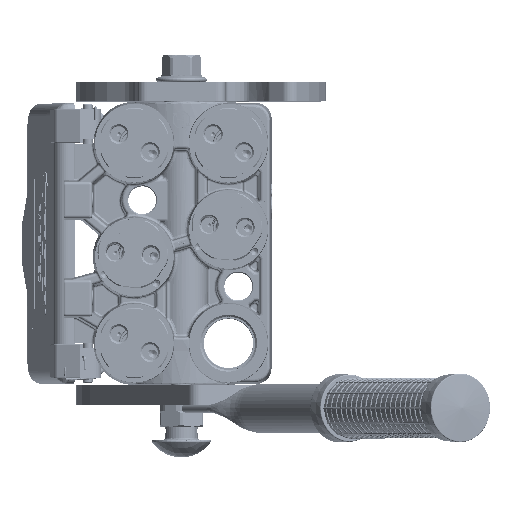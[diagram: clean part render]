
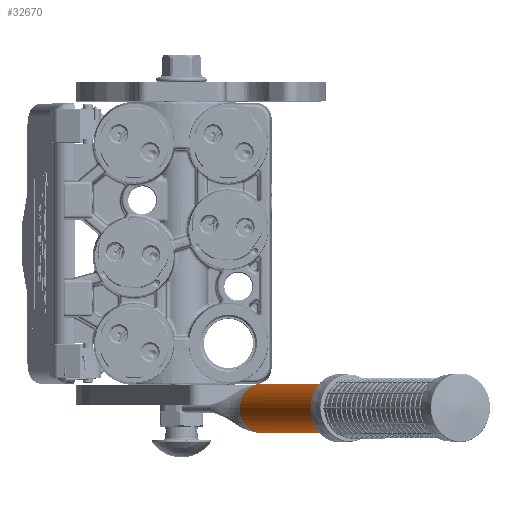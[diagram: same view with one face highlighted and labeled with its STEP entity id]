
A CAD part, top view. The second image highlights one B-rep face of the part: STEP entity #32670.
In plain terms, the highlighted cylindrical face has radius 12.5 mm (diameter 25 mm), a partial arc.
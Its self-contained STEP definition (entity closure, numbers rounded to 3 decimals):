
#1229 = CARTESIAN_POINT ( 'NONE',  ( 0., 0., 0. ) ) ;
#4492 = CARTESIAN_POINT ( 'NONE',  ( -12.479, 0.172, 0.721 ) ) ;
#6258 = CARTESIAN_POINT ( 'NONE',  ( -12.467, 0.131, 0.91 ) ) ;
#7133 = CARTESIAN_POINT ( 'NONE',  ( -12.5, 0.24, 0. ) ) ;
#8754 = CARTESIAN_POINT ( 'NONE',  ( 12.481, 0.178, 0.683 ) ) ;
#10009 = CARTESIAN_POINT ( 'NONE',  ( -12.5, 0.24, 0. ) ) ;
#17664 = CYLINDRICAL_SURFACE ( 'NONE', #125733, 12.5 ) ;
#21340 = VERTEX_POINT ( 'NONE', #126589 ) ;
#25050 = CARTESIAN_POINT ( 'NONE',  ( -12.478, 0.167, 0.748 ) ) ;
#29310 = CARTESIAN_POINT ( 'NONE',  ( 12.5, 0.24, 0.108 ) ) ;
#32670 = ADVANCED_FACE ( 'NONE', ( #126337 ), #17664, .T. ) ;
#36560 = DIRECTION ( 'NONE',  ( -0.994, 0., 0.109 ) ) ;
#44654 = CARTESIAN_POINT ( 'NONE',  ( -12.5, 0.24, 0.216 ) ) ;
#45491 = CARTESIAN_POINT ( 'NONE',  ( -12.426, 0., 1.36 ) ) ;
#49802 = CARTESIAN_POINT ( 'NONE',  ( 12.499, 0.235, 0.221 ) ) ;
#52733 = ORIENTED_EDGE ( 'NONE', *, *, #109717, .T. ) ;
#53353 = CARTESIAN_POINT ( 'NONE',  ( 12.426, 0., 1.36 ) ) ;
#53703 = CARTESIAN_POINT ( 'NONE',  ( -12.426, 0., 1.36 ) ) ;
#60390 = EDGE_CURVE ( 'NONE', #222775, #193160, #181077, .T. ) ;
#61649 = LINE ( 'NONE', #124614, #205233 ) ;
#64062 = DIRECTION ( 'NONE',  ( 0., 1., 0. ) ) ;
#70316 = CARTESIAN_POINT ( 'NONE',  ( 12.456, 0.096, 1.087 ) ) ;
#73004 = CARTESIAN_POINT ( 'NONE',  ( 12.5, 0.24, 0. ) ) ;
#75330 = CARTESIAN_POINT ( 'NONE',  ( 12.426, 0., 1.36 ) ) ;
#76008 = EDGE_CURVE ( 'NONE', #136429, #193160, #92755, .T. ) ;
#81482 = VERTEX_POINT ( 'NONE', #10009 ) ;
#84714 = CARTESIAN_POINT ( 'NONE',  ( -12.452, 0.083, 1.1 ) ) ;
#88240 = CARTESIAN_POINT ( 'NONE',  ( -12.441, 0.049, 1.219 ) ) ;
#92755 = CIRCLE ( 'NONE', #108671, 12.5 ) ;
#99567 = AXIS2_PLACEMENT_3D ( 'NONE', #138982, #259531, #36560 ) ;
#100433 = EDGE_CURVE ( 'NONE', #199677, #136429, #201543, .T. ) ;
#105285 = DIRECTION ( 'NONE',  ( -1., 0., 0. ) ) ;
#108671 = AXIS2_PLACEMENT_3D ( 'NONE', #117445, #161035, #116548 ) ;
#109717 = EDGE_CURVE ( 'NONE', #222775, #21340, #256572, .T. ) ;
#110334 = CARTESIAN_POINT ( 'NONE',  ( 12.488, 0.202, 0.541 ) ) ;
#111123 = B_SPLINE_CURVE_WITH_KNOTS ( 'NONE', 3,
 ( #45491, #88240, #84714, #169445, #148902, #129273, #231035, #6258, #189066, #147997, #166795, #25050, #4492, #247983, #44654, #7133 ),
 .UNSPECIFIED., .F., .F.,
 ( 4, 2, 1, 2, 2, 1, 2, 2, 4 ),
 ( 0., 0.25, 0.312, 0.328, 0.344, 0.375, 0.437, 0.5, 1. ),
 .UNSPECIFIED. ) ;
#111943 = DIRECTION ( 'NONE',  ( 0., 1., 0. ) ) ;
#114150 = ORIENTED_EDGE ( 'NONE', *, *, #76008, .T. ) ;
#116548 = DIRECTION ( 'NONE',  ( -0.994, 0., 0.109 ) ) ;
#117445 = CARTESIAN_POINT ( 'NONE',  ( 0., 0., 0. ) ) ;
#118761 = EDGE_CURVE ( 'NONE', #229436, #21340, #216375, .T. ) ;
#124614 = CARTESIAN_POINT ( 'NONE',  ( -12.5, 0.24, 0. ) ) ;
#125109 = ORIENTED_EDGE ( 'NONE', *, *, #60390, .F. ) ;
#125733 = AXIS2_PLACEMENT_3D ( 'NONE', #1229, #145626, #166155 ) ;
#126337 = FACE_OUTER_BOUND ( 'NONE', #177535, .T. ) ;
#126589 = CARTESIAN_POINT ( 'NONE',  ( 12.5, 198., 0. ) ) ;
#126687 = DIRECTION ( 'NONE',  ( 0., 1., 0. ) ) ;
#129273 = CARTESIAN_POINT ( 'NONE',  ( -12.466, 0.127, 0.927 ) ) ;
#132096 = CARTESIAN_POINT ( 'NONE',  ( -12.5, 198., 0. ) ) ;
#133519 = CARTESIAN_POINT ( 'NONE',  ( 12.481, 0.178, 0.688 ) ) ;
#136429 = VERTEX_POINT ( 'NONE', #177389 ) ;
#138530 = VECTOR ( 'NONE', #111943, 1000. ) ;
#138982 = CARTESIAN_POINT ( 'NONE',  ( 0., 0., 0. ) ) ;
#145626 = DIRECTION ( 'NONE',  ( 0., -1., 0. ) ) ;
#147997 = CARTESIAN_POINT ( 'NONE',  ( -12.471, 0.146, 0.847 ) ) ;
#148902 = CARTESIAN_POINT ( 'NONE',  ( -12.464, 0.121, 0.953 ) ) ;
#149848 = CARTESIAN_POINT ( 'NONE',  ( 0., 198., 0. ) ) ;
#161035 = DIRECTION ( 'NONE',  ( 0., 1., 0. ) ) ;
#163704 = ORIENTED_EDGE ( 'NONE', *, *, #100433, .T. ) ;
#166155 = DIRECTION ( 'NONE',  ( 1., 0., 0. ) ) ;
#166795 = CARTESIAN_POINT ( 'NONE',  ( -12.474, 0.155, 0.804 ) ) ;
#169445 = CARTESIAN_POINT ( 'NONE',  ( -12.461, 0.114, 0.981 ) ) ;
#177389 = CARTESIAN_POINT ( 'NONE',  ( 0., 0., 12.5 ) ) ;
#177535 = EDGE_LOOP ( 'NONE', ( #52733, #183287, #222463, #209742, #163704, #114150, #125109 ) ) ;
#181077 = B_SPLINE_CURVE_WITH_KNOTS ( 'NONE', 3,
 ( #196049, #29310, #49802, #255779, #215670, #110334, #256640, #192494, #195188, #232658, #8754, #133519, #193405, #70316, #53353 ),
 .UNSPECIFIED., .F., .F.,
 ( 4, 2, 2, 1, 1, 1, 2, 2, 4 ),
 ( 0., 0.25, 0.375, 0.437, 0.469, 0.484, 0.492, 0.5, 1. ),
 .UNSPECIFIED. ) ;
#183287 = ORIENTED_EDGE ( 'NONE', *, *, #118761, .F. ) ;
#189066 = CARTESIAN_POINT ( 'NONE',  ( -12.468, 0.136, 0.889 ) ) ;
#192494 = CARTESIAN_POINT ( 'NONE',  ( 12.484, 0.186, 0.638 ) ) ;
#193160 = VERTEX_POINT ( 'NONE', #75330 ) ;
#193405 = CARTESIAN_POINT ( 'NONE',  ( 12.472, 0.146, 0.859 ) ) ;
#195188 = CARTESIAN_POINT ( 'NONE',  ( 12.482, 0.182, 0.665 ) ) ;
#196049 = CARTESIAN_POINT ( 'NONE',  ( 12.5, 0.24, 0. ) ) ;
#197468 = EDGE_CURVE ( 'NONE', #81482, #229436, #61649, .T. ) ;
#199677 = VERTEX_POINT ( 'NONE', #53703 ) ;
#201543 = CIRCLE ( 'NONE', #99567, 12.5 ) ;
#205233 = VECTOR ( 'NONE', #64062, 1000. ) ;
#209742 = ORIENTED_EDGE ( 'NONE', *, *, #221196, .F. ) ;
#209883 = AXIS2_PLACEMENT_3D ( 'NONE', #149848, #126687, #105285 ) ;
#215670 = CARTESIAN_POINT ( 'NONE',  ( 12.492, 0.214, 0.452 ) ) ;
#216375 = CIRCLE ( 'NONE', #209883, 12.5 ) ;
#221196 = EDGE_CURVE ( 'NONE', #199677, #81482, #111123, .T. ) ;
#222463 = ORIENTED_EDGE ( 'NONE', *, *, #197468, .F. ) ;
#222775 = VERTEX_POINT ( 'NONE', #73004 ) ;
#229436 = VERTEX_POINT ( 'NONE', #132096 ) ;
#231035 = CARTESIAN_POINT ( 'NONE',  ( -12.466, 0.13, 0.917 ) ) ;
#232658 = CARTESIAN_POINT ( 'NONE',  ( 12.482, 0.18, 0.676 ) ) ;
#234250 = CARTESIAN_POINT ( 'NONE',  ( 12.5, 0.24, 0. ) ) ;
#247983 = CARTESIAN_POINT ( 'NONE',  ( -12.494, 0.221, 0.449 ) ) ;
#255779 = CARTESIAN_POINT ( 'NONE',  ( 12.494, 0.22, 0.394 ) ) ;
#256572 = LINE ( 'NONE', #234250, #138530 ) ;
#256640 = CARTESIAN_POINT ( 'NONE',  ( 12.486, 0.195, 0.586 ) ) ;
#259531 = DIRECTION ( 'NONE',  ( 0., 1., 0. ) ) ;
